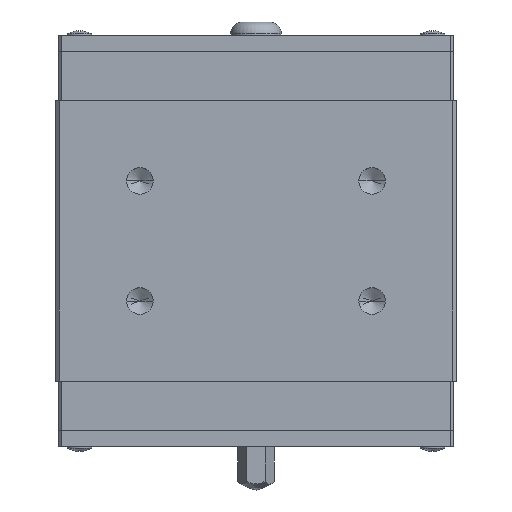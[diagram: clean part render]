
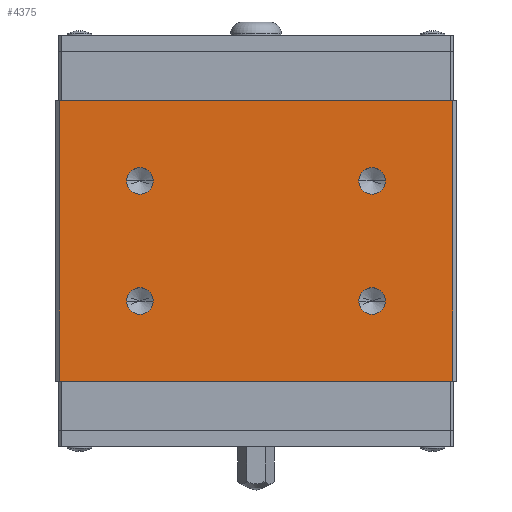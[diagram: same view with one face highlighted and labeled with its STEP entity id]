
A CAD part, top view. The second image highlights one B-rep face of the part: STEP entity #4375.
In plain terms, the highlighted planar face has unit normal (0, 0, 1).
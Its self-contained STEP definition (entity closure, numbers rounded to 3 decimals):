
#306=PLANE('',#4727);
#406=CIRCLE('',#4408,1.65);
#408=CIRCLE('',#4412,1.65);
#410=CIRCLE('',#4416,1.65);
#412=CIRCLE('',#4420,1.65);
#511=CIRCLE('',#4713,1.65);
#513=CIRCLE('',#4717,1.65);
#515=CIRCLE('',#4721,1.65);
#517=CIRCLE('',#4725,1.65);
#550=VERTEX_POINT('',#5825);
#552=VERTEX_POINT('',#5828);
#555=VERTEX_POINT('',#5838);
#557=VERTEX_POINT('',#5841);
#560=VERTEX_POINT('',#5851);
#562=VERTEX_POINT('',#5854);
#565=VERTEX_POINT('',#5864);
#567=VERTEX_POINT('',#5867);
#909=VERTEX_POINT('',#7092);
#910=VERTEX_POINT('',#7094);
#918=VERTEX_POINT('',#7114);
#919=VERTEX_POINT('',#7116);
#1324=VECTOR('',#5627,1.);
#1335=VECTOR('',#5640,1.);
#1345=VECTOR('',#5686,1.);
#1346=VECTOR('',#5688,1.);
#1736=LINE('',#7093,#1324);
#1747=LINE('',#7115,#1335);
#1757=LINE('',#7150,#1345);
#1758=LINE('',#7152,#1346);
#1781=EDGE_CURVE('',#552,#550,#406,.T.);
#1787=EDGE_CURVE('',#557,#555,#408,.T.);
#1793=EDGE_CURVE('',#562,#560,#410,.T.);
#1799=EDGE_CURVE('',#567,#565,#412,.T.);
#2314=EDGE_CURVE('',#909,#910,#1736,.T.);
#2325=EDGE_CURVE('',#919,#918,#1747,.T.);
#2336=EDGE_CURVE('',#565,#567,#511,.T.);
#2338=EDGE_CURVE('',#560,#562,#513,.T.);
#2340=EDGE_CURVE('',#555,#557,#515,.T.);
#2342=EDGE_CURVE('',#550,#552,#517,.T.);
#2343=EDGE_CURVE('',#909,#919,#1757,.T.);
#2344=EDGE_CURVE('',#910,#918,#1758,.T.);
#3502=ORIENTED_EDGE('',*,*,#2340,.T.);
#3503=ORIENTED_EDGE('',*,*,#1787,.T.);
#3504=ORIENTED_EDGE('',*,*,#2342,.T.);
#3505=ORIENTED_EDGE('',*,*,#1781,.T.);
#3506=ORIENTED_EDGE('',*,*,#2314,.F.);
#3507=ORIENTED_EDGE('',*,*,#2343,.T.);
#3508=ORIENTED_EDGE('',*,*,#2325,.T.);
#3509=ORIENTED_EDGE('',*,*,#2344,.F.);
#3510=ORIENTED_EDGE('',*,*,#2336,.T.);
#3511=ORIENTED_EDGE('',*,*,#1799,.T.);
#3512=ORIENTED_EDGE('',*,*,#2338,.T.);
#3513=ORIENTED_EDGE('',*,*,#1793,.T.);
#3858=EDGE_LOOP('',(#3502,#3503));
#3859=EDGE_LOOP('',(#3504,#3505));
#3860=EDGE_LOOP('',(#3506,#3507,#3508,#3509));
#3861=EDGE_LOOP('',(#3510,#3511));
#3862=EDGE_LOOP('',(#3512,#3513));
#4124=FACE_BOUND('',#3858,.T.);
#4125=FACE_BOUND('',#3859,.T.);
#4126=FACE_BOUND('',#3860,.T.);
#4127=FACE_BOUND('',#3861,.T.);
#4128=FACE_BOUND('',#3862,.T.);
#4375=ADVANCED_FACE('',(#4124,#4125,#4126,#4127,#4128),#306,.T.);
#4408=AXIS2_PLACEMENT_3D('',#5827,#4794,#4795);
#4412=AXIS2_PLACEMENT_3D('',#5840,#4806,#4807);
#4416=AXIS2_PLACEMENT_3D('',#5853,#4818,#4819);
#4420=AXIS2_PLACEMENT_3D('',#5866,#4830,#4831);
#4713=AXIS2_PLACEMENT_3D('',#7136,#5659,#5660);
#4717=AXIS2_PLACEMENT_3D('',#7140,#5667,#5668);
#4721=AXIS2_PLACEMENT_3D('',#7144,#5675,#5676);
#4725=AXIS2_PLACEMENT_3D('',#7148,#5683,#5684);
#4727=AXIS2_PLACEMENT_3D('',#7151,#5687,$);
#4794=DIRECTION('',(0.,0.,-1.));
#4795=DIRECTION('',(1.65,0.,0.));
#4806=DIRECTION('',(0.,0.,-1.));
#4807=DIRECTION('',(1.65,0.,0.));
#4818=DIRECTION('',(0.,0.,-1.));
#4819=DIRECTION('',(1.65,0.,0.));
#4830=DIRECTION('',(0.,0.,-1.));
#4831=DIRECTION('',(1.65,0.,0.));
#5627=DIRECTION('',(1.,0.,0.));
#5640=DIRECTION('',(1.,0.,0.));
#5659=DIRECTION('',(0.,0.,-1.));
#5660=DIRECTION('',(1.65,0.,0.));
#5667=DIRECTION('',(0.,0.,-1.));
#5668=DIRECTION('',(1.65,0.,0.));
#5675=DIRECTION('',(0.,0.,-1.));
#5676=DIRECTION('',(1.65,0.,0.));
#5683=DIRECTION('',(0.,0.,-1.));
#5684=DIRECTION('',(1.65,0.,0.));
#5686=DIRECTION('',(0.,-1.,0.));
#5687=DIRECTION('',(0.,0.,1.));
#5688=DIRECTION('',(0.,-1.,0.));
#5825=CARTESIAN_POINT('',(-12.85,18.201,17.));
#5827=CARTESIAN_POINT('',(-14.5,18.201,17.));
#5828=CARTESIAN_POINT('',(-16.15,18.201,17.));
#5838=CARTESIAN_POINT('',(-12.85,33.201,17.));
#5840=CARTESIAN_POINT('',(-14.5,33.201,17.));
#5841=CARTESIAN_POINT('',(-16.15,33.201,17.));
#5851=CARTESIAN_POINT('',(16.15,18.201,17.));
#5853=CARTESIAN_POINT('',(14.5,18.201,17.));
#5854=CARTESIAN_POINT('',(12.85,18.201,17.));
#5864=CARTESIAN_POINT('',(16.15,33.201,17.));
#5866=CARTESIAN_POINT('',(14.5,33.201,17.));
#5867=CARTESIAN_POINT('',(12.85,33.201,17.));
#7092=CARTESIAN_POINT('',(-24.6,43.201,17.));
#7093=CARTESIAN_POINT('',(-24.6,43.201,17.));
#7094=CARTESIAN_POINT('',(24.6,43.201,17.));
#7114=CARTESIAN_POINT('',(24.6,8.201,17.));
#7115=CARTESIAN_POINT('',(-24.6,8.201,17.));
#7116=CARTESIAN_POINT('',(-24.6,8.201,17.));
#7136=CARTESIAN_POINT('',(14.5,33.201,17.));
#7140=CARTESIAN_POINT('',(14.5,18.201,17.));
#7144=CARTESIAN_POINT('',(-14.5,33.201,17.));
#7148=CARTESIAN_POINT('',(-14.5,18.201,17.));
#7150=CARTESIAN_POINT('',(-24.6,43.201,17.));
#7151=CARTESIAN_POINT('',(0.,43.201,17.));
#7152=CARTESIAN_POINT('',(24.6,43.201,17.));
